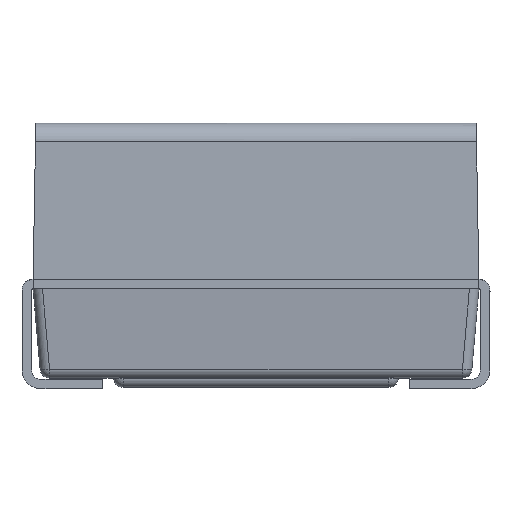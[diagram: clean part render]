
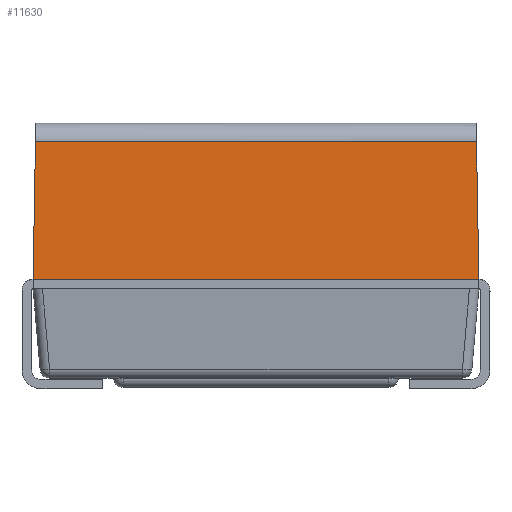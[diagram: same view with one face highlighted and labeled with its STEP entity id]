
A CAD part, front view. The second image highlights one B-rep face of the part: STEP entity #11630.
In plain terms, the highlighted planar face has unit normal (0, -1, 0.018).
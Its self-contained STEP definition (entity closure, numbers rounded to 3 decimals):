
#83 = CYLINDRICAL_SURFACE('',#84,0.301);
#84 = AXIS2_PLACEMENT_3D('',#85,#86,#87);
#85 = CARTESIAN_POINT('',(0.,-1.851,3.899));
#86 = DIRECTION('',(1.,0.,0.));
#87 = DIRECTION('',(0.,0.,-1.));
#133 = PLANE('',#134);
#134 = AXIS2_PLACEMENT_3D('',#135,#136,#137);
#135 = CARTESIAN_POINT('',(3.525,2.19,1.73));
#136 = DIRECTION('',(1.,0.,0.017));
#137 = DIRECTION('',(0.017,0.,-1.));
#4426 = PLANE('',#4427);
#4427 = AXIS2_PLACEMENT_3D('',#4428,#4429,#4430);
#4428 = CARTESIAN_POINT('',(-3.525,2.19,1.73));
#4429 = DIRECTION('',(-1.,0.,0.017));
#4430 = DIRECTION('',(0.017,0.,1.));
#7778 = VERTEX_POINT('',#7779);
#7779 = CARTESIAN_POINT('',(-3.525,-2.19,1.73));
#7793 = PLANE('',#7794);
#7794 = AXIS2_PLACEMENT_3D('',#7795,#7796,#7797);
#7795 = CARTESIAN_POINT('',(0.,0.,1.73));
#7796 = DIRECTION('',(-0.,0.,1.));
#7797 = DIRECTION('',(1.,0.,0.));
#9422 = EDGE_CURVE('',#7778,#9423,#9425,.T.);
#9423 = VERTEX_POINT('',#9424);
#9424 = CARTESIAN_POINT('',(3.525,-2.19,1.73));
#9425 = SURFACE_CURVE('',#9426,(#9430,#9437),.PCURVE_S1.);
#9426 = LINE('',#9427,#9428);
#9427 = CARTESIAN_POINT('',(-3.525,-2.19,1.73));
#9428 = VECTOR('',#9429,1.);
#9429 = DIRECTION('',(1.,0.,0.));
#9430 = PCURVE('',#7793,#9431);
#9431 = DEFINITIONAL_REPRESENTATION('',(#9432),#9436);
#9432 = LINE('',#9433,#9434);
#9433 = CARTESIAN_POINT('',(-3.525,-2.19));
#9434 = VECTOR('',#9435,1.);
#9435 = DIRECTION('',(1.,0.));
#9436 = ( GEOMETRIC_REPRESENTATION_CONTEXT(2) 
PARAMETRIC_REPRESENTATION_CONTEXT() REPRESENTATION_CONTEXT('2D SPACE',''
  ) );
#9437 = PCURVE('',#9438,#9443);
#9438 = PLANE('',#9439);
#9439 = AXIS2_PLACEMENT_3D('',#9440,#9441,#9442);
#9440 = CARTESIAN_POINT('',(-3.525,-2.19,1.73));
#9441 = DIRECTION('',(0.,-1.,0.017));
#9442 = DIRECTION('',(0.,-0.017,-1.));
#9443 = DEFINITIONAL_REPRESENTATION('',(#9444),#9448);
#9444 = LINE('',#9445,#9446);
#9445 = CARTESIAN_POINT('',(0.,0.));
#9446 = VECTOR('',#9447,1.);
#9447 = DIRECTION('',(0.,1.));
#9448 = ( GEOMETRIC_REPRESENTATION_CONTEXT(2) 
PARAMETRIC_REPRESENTATION_CONTEXT() REPRESENTATION_CONTEXT('2D SPACE',''
  ) );
#11228 = VERTEX_POINT('',#11229);
#11229 = CARTESIAN_POINT('',(3.487,-2.152,
    3.904));
#11274 = EDGE_CURVE('',#11228,#9423,#11275,.T.);
#11275 = SURFACE_CURVE('',#11276,(#11280,#11287),.PCURVE_S1.);
#11276 = LINE('',#11277,#11278);
#11277 = CARTESIAN_POINT('',(3.524,-2.189,
    1.806));
#11278 = VECTOR('',#11279,1.);
#11279 = DIRECTION('',(0.017,-0.017,
    -1.));
#11280 = PCURVE('',#133,#11281);
#11281 = DEFINITIONAL_REPRESENTATION('',(#11282),#11286);
#11282 = LINE('',#11283,#11284);
#11283 = CARTESIAN_POINT('',(-0.076,-4.379));
#11284 = VECTOR('',#11285,1.);
#11285 = DIRECTION('',(1.,-0.017));
#11286 = ( GEOMETRIC_REPRESENTATION_CONTEXT(2) 
PARAMETRIC_REPRESENTATION_CONTEXT() REPRESENTATION_CONTEXT('2D SPACE',''
  ) );
#11287 = PCURVE('',#9438,#11288);
#11288 = DEFINITIONAL_REPRESENTATION('',(#11289),#11293);
#11289 = LINE('',#11290,#11291);
#11290 = CARTESIAN_POINT('',(-0.076,7.049));
#11291 = VECTOR('',#11292,1.);
#11292 = DIRECTION('',(1.,0.017));
#11293 = ( GEOMETRIC_REPRESENTATION_CONTEXT(2) 
PARAMETRIC_REPRESENTATION_CONTEXT() REPRESENTATION_CONTEXT('2D SPACE',''
  ) );
#11462 = EDGE_CURVE('',#11463,#7778,#11465,.T.);
#11463 = VERTEX_POINT('',#11464);
#11464 = CARTESIAN_POINT('',(-3.487,-2.152,
    3.904));
#11465 = SURFACE_CURVE('',#11466,(#11470,#11477),.PCURVE_S1.);
#11466 = LINE('',#11467,#11468);
#11467 = CARTESIAN_POINT('',(-3.525,-2.19,1.73));
#11468 = VECTOR('',#11469,1.);
#11469 = DIRECTION('',(-0.017,-0.017,
    -1.));
#11470 = PCURVE('',#4426,#11471);
#11471 = DEFINITIONAL_REPRESENTATION('',(#11472),#11476);
#11472 = LINE('',#11473,#11474);
#11473 = CARTESIAN_POINT('',(0.,-4.38));
#11474 = VECTOR('',#11475,1.);
#11475 = DIRECTION('',(-1.,-0.017));
#11476 = ( GEOMETRIC_REPRESENTATION_CONTEXT(2) 
PARAMETRIC_REPRESENTATION_CONTEXT() REPRESENTATION_CONTEXT('2D SPACE',''
  ) );
#11477 = PCURVE('',#9438,#11478);
#11478 = DEFINITIONAL_REPRESENTATION('',(#11479),#11483);
#11479 = LINE('',#11480,#11481);
#11480 = CARTESIAN_POINT('',(0.,0.));
#11481 = VECTOR('',#11482,1.);
#11482 = DIRECTION('',(1.,-0.017));
#11483 = ( GEOMETRIC_REPRESENTATION_CONTEXT(2) 
PARAMETRIC_REPRESENTATION_CONTEXT() REPRESENTATION_CONTEXT('2D SPACE',''
  ) );
#11630 = ADVANCED_FACE('',(#11631),#9438,.T.);
#11631 = FACE_BOUND('',#11632,.T.);
#11632 = EDGE_LOOP('',(#11633,#11634,#11677,#11678));
#11633 = ORIENTED_EDGE('',*,*,#11274,.F.);
#11634 = ORIENTED_EDGE('',*,*,#11635,.T.);
#11635 = EDGE_CURVE('',#11228,#11463,#11636,.T.);
#11636 = SURFACE_CURVE('',#11637,(#11641,#11648),.PCURVE_S1.);
#11637 = LINE('',#11638,#11639);
#11638 = CARTESIAN_POINT('',(-3.482,-2.152,
    3.904));
#11639 = VECTOR('',#11640,1.);
#11640 = DIRECTION('',(-1.,-0.,-0.));
#11641 = PCURVE('',#9438,#11642);
#11642 = DEFINITIONAL_REPRESENTATION('',(#11643),#11647);
#11643 = LINE('',#11644,#11645);
#11644 = CARTESIAN_POINT('',(-2.174,0.043));
#11645 = VECTOR('',#11646,1.);
#11646 = DIRECTION('',(0.,-1.));
#11647 = ( GEOMETRIC_REPRESENTATION_CONTEXT(2) 
PARAMETRIC_REPRESENTATION_CONTEXT() REPRESENTATION_CONTEXT('2D SPACE',''
  ) );
#11648 = PCURVE('',#83,#11649);
#11649 = DEFINITIONAL_REPRESENTATION('',(#11650),#11676);
#11650 = B_SPLINE_CURVE_WITH_KNOTS('',3,(#11651,#11652,#11653,#11654,
    #11655,#11656,#11657,#11658,#11659,#11660,#11661,#11662,#11663,
    #11664,#11665,#11666,#11667,#11668,#11669,#11670,#11671,#11672,
    #11673,#11674,#11675),.UNSPECIFIED.,.F.,.F.,(4,1,1,1,1,1,1,1,1,1,1,1
    ,1,1,1,1,1,1,1,1,1,1,4),(-6.969,-6.652,
    -6.335,-6.018,-5.701,-5.384,
    -5.067,-4.75,-4.433,-4.116,
    -3.799,-3.482,-3.165,-2.848,
    -2.531,-2.214,-1.897,-1.58,
    -1.263,-0.946,-0.629,-0.312,
    0.005),.UNSPECIFIED.);
#11651 = CARTESIAN_POINT('',(4.695,3.487));
#11652 = CARTESIAN_POINT('',(4.695,3.381));
#11653 = CARTESIAN_POINT('',(4.695,3.17));
#11654 = CARTESIAN_POINT('',(4.695,2.853));
#11655 = CARTESIAN_POINT('',(4.695,2.536));
#11656 = CARTESIAN_POINT('',(4.695,2.219));
#11657 = CARTESIAN_POINT('',(4.695,1.902));
#11658 = CARTESIAN_POINT('',(4.695,1.585));
#11659 = CARTESIAN_POINT('',(4.695,1.268));
#11660 = CARTESIAN_POINT('',(4.695,0.951));
#11661 = CARTESIAN_POINT('',(4.695,0.634));
#11662 = CARTESIAN_POINT('',(4.695,0.317));
#11663 = CARTESIAN_POINT('',(4.695,0.));
#11664 = CARTESIAN_POINT('',(4.695,-0.317));
#11665 = CARTESIAN_POINT('',(4.695,-0.634));
#11666 = CARTESIAN_POINT('',(4.695,-0.951));
#11667 = CARTESIAN_POINT('',(4.695,-1.268));
#11668 = CARTESIAN_POINT('',(4.695,-1.585));
#11669 = CARTESIAN_POINT('',(4.695,-1.902));
#11670 = CARTESIAN_POINT('',(4.695,-2.219));
#11671 = CARTESIAN_POINT('',(4.695,-2.536));
#11672 = CARTESIAN_POINT('',(4.695,-2.853));
#11673 = CARTESIAN_POINT('',(4.695,-3.17));
#11674 = CARTESIAN_POINT('',(4.695,-3.381));
#11675 = CARTESIAN_POINT('',(4.695,-3.487));
#11676 = ( GEOMETRIC_REPRESENTATION_CONTEXT(2) 
PARAMETRIC_REPRESENTATION_CONTEXT() REPRESENTATION_CONTEXT('2D SPACE',''
  ) );
#11677 = ORIENTED_EDGE('',*,*,#11462,.T.);
#11678 = ORIENTED_EDGE('',*,*,#9422,.T.);
